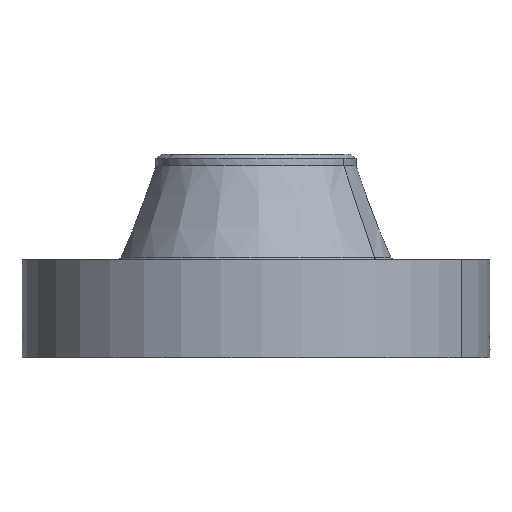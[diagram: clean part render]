
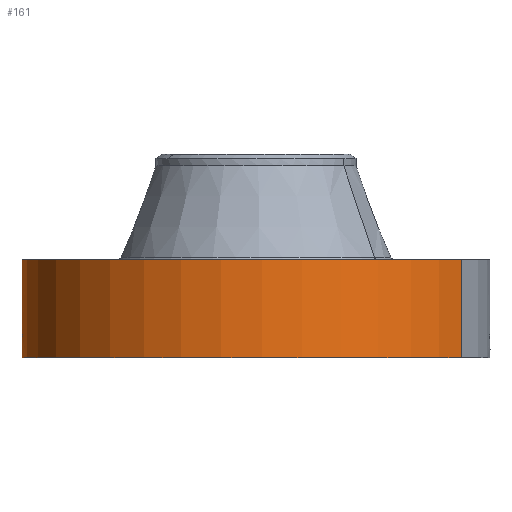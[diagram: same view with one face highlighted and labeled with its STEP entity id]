
A CAD part, left-side view. The second image highlights one B-rep face of the part: STEP entity #161.
In plain terms, the highlighted cylindrical face has radius 196.85 mm (diameter 393.7 mm), a partial arc.
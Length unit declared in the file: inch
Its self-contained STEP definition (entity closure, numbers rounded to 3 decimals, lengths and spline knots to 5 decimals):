
#38=AXIS2_PLACEMENT_3D('Cylinder Axis2P3D',#35,#36,#37) ;
#42=AXIS2_PLACEMENT_3D('Circle Axis2P3D',#40,#41,$) ;
#58=AXIS2_PLACEMENT_3D('Circle Axis2P3D',#56,#57,$) ;
#35=CARTESIAN_POINT('Axis2P3D Location',(0.,0.,3.625)) ;
#40=CARTESIAN_POINT('Axis2P3D Location',(0.,0.,0.25)) ;
#44=CARTESIAN_POINT('Vertex',(-3.71555,-6.80126,0.25)) ;
#46=CARTESIAN_POINT('Vertex',(3.71555,6.80126,0.25)) ;
#49=CARTESIAN_POINT('Line Origine',(-3.71555,-6.80126,1.875)) ;
#53=CARTESIAN_POINT('Vertex',(-3.71555,-6.80126,3.5)) ;
#56=CARTESIAN_POINT('Axis2P3D Location',(0.,0.,3.5)) ;
#60=CARTESIAN_POINT('Vertex',(3.71555,6.80126,3.5)) ;
#63=CARTESIAN_POINT('Line Origine',(3.71555,6.80126,1.875)) ;
#75=CARTESIAN_POINT('Control Point',(-0.0591,7.74977,1.28914)) ;
#76=CARTESIAN_POINT('Control Point',(-0.03982,7.74992,1.29241)) ;
#77=CARTESIAN_POINT('Control Point',(-0.02027,7.75,1.29408)) ;
#78=CARTESIAN_POINT('Control Point',(-0.00072,7.75,1.29412)) ;
#79=CARTESIAN_POINT('Vertex',(-0.05909,7.74977,1.28915)) ;
#81=CARTESIAN_POINT('Vertex',(-0.00072,7.75,1.29412)) ;
#85=CARTESIAN_POINT('Control Point',(-0.05909,7.74977,1.28915)) ;
#86=CARTESIAN_POINT('Control Point',(-0.09811,7.74948,1.28418)) ;
#87=CARTESIAN_POINT('Control Point',(-0.13635,7.74888,1.27211)) ;
#88=CARTESIAN_POINT('Control Point',(-0.17143,7.7481,1.25384)) ;
#89=CARTESIAN_POINT('Vertex',(-0.17143,7.7481,1.25384)) ;
#93=CARTESIAN_POINT('Control Point',(-0.03005,7.74994,0.53112)) ;
#94=CARTESIAN_POINT('Control Point',(-0.0861,7.74972,0.53826)) ;
#95=CARTESIAN_POINT('Control Point',(-0.14054,7.74901,0.55588)) ;
#96=CARTESIAN_POINT('Control Point',(-0.1906,7.74786,0.58345)) ;
#97=CARTESIAN_POINT('Control Point',(-0.27995,7.74517,0.65638)) ;
#98=CARTESIAN_POINT('Control Point',(-0.33747,7.74271,0.75455)) ;
#99=CARTESIAN_POINT('Control Point',(-0.3573,7.74177,0.80915)) ;
#100=CARTESIAN_POINT('Control Point',(-0.37279,7.74103,0.89845)) ;
#101=CARTESIAN_POINT('Control Point',(-0.36345,7.74147,0.98693)) ;
#102=CARTESIAN_POINT('Control Point',(-0.35669,7.74179,1.01886)) ;
#103=CARTESIAN_POINT('Control Point',(-0.33158,7.74295,1.09645)) ;
#104=CARTESIAN_POINT('Control Point',(-0.2869,7.74477,1.16502)) ;
#105=CARTESIAN_POINT('Control Point',(-0.25346,7.74599,1.20147)) ;
#106=CARTESIAN_POINT('Control Point',(-0.21439,7.74715,1.23148)) ;
#107=CARTESIAN_POINT('Control Point',(-0.17143,7.7481,1.25384)) ;
#108=CARTESIAN_POINT('Vertex',(-0.03005,7.74994,0.53112)) ;
#112=CARTESIAN_POINT('Control Point',(-0.03005,7.74994,0.53112)) ;
#113=CARTESIAN_POINT('Control Point',(-0.02003,7.74998,0.53086)) ;
#114=CARTESIAN_POINT('Control Point',(-0.01,7.75,0.53095)) ;
#115=CARTESIAN_POINT('Control Point',(0.,7.75,0.53137)) ;
#116=CARTESIAN_POINT('Vertex',(0.,7.75,0.53137)) ;
#120=CARTESIAN_POINT('Control Point',(0.19348,7.74758,0.58584)) ;
#121=CARTESIAN_POINT('Control Point',(0.14934,7.74869,0.56112)) ;
#122=CARTESIAN_POINT('Control Point',(0.10119,7.74955,0.54346)) ;
#123=CARTESIAN_POINT('Control Point',(0.05083,7.75,0.53353)) ;
#124=CARTESIAN_POINT('Control Point',(0.,7.75,0.53137)) ;
#125=CARTESIAN_POINT('Vertex',(0.19348,7.74758,0.58584)) ;
#129=CARTESIAN_POINT('Control Point',(0.19348,7.74758,0.58584)) ;
#130=CARTESIAN_POINT('Control Point',(0.22265,7.74686,0.60217)) ;
#131=CARTESIAN_POINT('Control Point',(0.25018,7.74603,0.62139)) ;
#132=CARTESIAN_POINT('Control Point',(0.27568,7.74515,0.64334)) ;
#133=CARTESIAN_POINT('Control Point',(0.34291,7.74257,0.71464)) ;
#134=CARTESIAN_POINT('Control Point',(0.38612,7.74042,0.8041)) ;
#135=CARTESIAN_POINT('Control Point',(0.40152,7.73958,0.86835)) ;
#136=CARTESIAN_POINT('Control Point',(0.40282,7.73955,0.98253)) ;
#137=CARTESIAN_POINT('Control Point',(0.36305,7.74152,1.08722)) ;
#138=CARTESIAN_POINT('Control Point',(0.33893,7.74266,1.12866)) ;
#139=CARTESIAN_POINT('Control Point',(0.26984,7.74555,1.21321)) ;
#140=CARTESIAN_POINT('Control Point',(0.17647,7.74828,1.26837)) ;
#141=CARTESIAN_POINT('Control Point',(0.11868,7.74944,1.2885)) ;
#142=CARTESIAN_POINT('Control Point',(0.05889,7.75,1.29704)) ;
#143=CARTESIAN_POINT('Control Point',(-0.00003,7.75,1.29415)) ;
#144=CARTESIAN_POINT('Vertex',(-0.00003,7.75,1.29415)) ;
#148=CARTESIAN_POINT('Control Point',(-0.00072,7.75,1.29412)) ;
#149=CARTESIAN_POINT('Control Point',(-0.00037,7.75,1.29414)) ;
#150=CARTESIAN_POINT('Control Point',(-0.00003,7.75,1.29415)) ;
#36=DIRECTION('Axis2P3D Direction',(0.,0.,-0.039)) ;
#37=DIRECTION('Axis2P3D XDirection',(0.019,0.035,0.)) ;
#41=DIRECTION('Axis2P3D Direction',(0.,0.,-0.039)) ;
#50=DIRECTION('Vector Direction',(0.,0.,-0.039)) ;
#57=DIRECTION('Axis2P3D Direction',(0.,0.,-0.039)) ;
#64=DIRECTION('Vector Direction',(0.,0.,-0.039)) ;
#51=VECTOR('Line Direction',#50,0.03937) ;
#65=VECTOR('Line Direction',#64,0.03937) ;
#69=ORIENTED_EDGE('',*,*,#48,.F.) ;
#70=ORIENTED_EDGE('',*,*,#55,.T.) ;
#71=ORIENTED_EDGE('',*,*,#62,.T.) ;
#72=ORIENTED_EDGE('',*,*,#67,.F.) ;
#153=ORIENTED_EDGE('',*,*,#83,.F.) ;
#154=ORIENTED_EDGE('',*,*,#91,.T.) ;
#155=ORIENTED_EDGE('',*,*,#110,.F.) ;
#156=ORIENTED_EDGE('',*,*,#118,.T.) ;
#157=ORIENTED_EDGE('',*,*,#127,.F.) ;
#158=ORIENTED_EDGE('',*,*,#146,.T.) ;
#159=ORIENTED_EDGE('',*,*,#151,.F.) ;
#160=FACE_BOUND('',#152,.T.) ;
#161=ADVANCED_FACE('PartBody',(#73,#160),#39,.T.) ;
#74=B_SPLINE_CURVE_WITH_KNOTS('',3,(#75,#76,#77,#78),.UNSPECIFIED.,.F.,.U.,(4,4),(4.35192,6.52143),.UNSPECIFIED.) ;
#84=B_SPLINE_CURVE_WITH_KNOTS('',3,(#85,#86,#87,#88),.UNSPECIFIED.,.F.,.U.,(4,4),(0.,4.42024),.UNSPECIFIED.) ;
#92=B_SPLINE_CURVE_WITH_KNOTS('',5,(#93,#94,#95,#96,#97,#98,#99,#100,#101,#102,#103,#104,#105,#106,#107),.UNSPECIFIED.,.F.,.U.,(6,3,3,3,6),(0.,9.81851,20.13368,26.11612,35.13588),.UNSPECIFIED.) ;
#111=B_SPLINE_CURVE_WITH_KNOTS('',3,(#112,#113,#114,#115),.UNSPECIFIED.,.F.,.U.,(4,4),(0.,1.04555),.UNSPECIFIED.) ;
#119=B_SPLINE_CURVE_WITH_KNOTS('',4,(#120,#121,#122,#123,#124),.UNSPECIFIED.,.F.,.U.,(5,5),(0.,7.08297),.UNSPECIFIED.) ;
#128=B_SPLINE_CURVE_WITH_KNOTS('',5,(#129,#130,#131,#132,#133,#134,#135,#136,#137,#138,#139,#140,#141,#142,#143),.UNSPECIFIED.,.F.,.U.,(6,3,3,3,6),(0.,5.84994,17.0731,25.50425,36.51668),.UNSPECIFIED.) ;
#147=B_SPLINE_CURVE_WITH_KNOTS('',2,(#148,#149,#150),.UNSPECIFIED.,.F.,.U.,(3,3),(1.05418,1.07999),.UNSPECIFIED.) ;
#43=CIRCLE('generated circle',#42,7.75) ;
#59=CIRCLE('generated circle',#58,7.75) ;
#39=CYLINDRICAL_SURFACE('generated cylinder',#38,7.75) ;
#48=EDGE_CURVE('',#45,#47,#43,.T.) ;
#55=EDGE_CURVE('',#45,#54,#52,.F.) ;
#62=EDGE_CURVE('',#54,#61,#59,.T.) ;
#67=EDGE_CURVE('',#47,#61,#66,.F.) ;
#83=EDGE_CURVE('',#80,#82,#74,.T.) ;
#91=EDGE_CURVE('',#80,#90,#84,.T.) ;
#110=EDGE_CURVE('',#109,#90,#92,.T.) ;
#118=EDGE_CURVE('',#109,#117,#111,.T.) ;
#127=EDGE_CURVE('',#126,#117,#119,.T.) ;
#146=EDGE_CURVE('',#126,#145,#128,.T.) ;
#151=EDGE_CURVE('',#82,#145,#147,.T.) ;
#68=EDGE_LOOP('',(#69,#70,#71,#72)) ;
#152=EDGE_LOOP('',(#153,#154,#155,#156,#157,#158,#159)) ;
#73=FACE_OUTER_BOUND('',#68,.T.) ;
#52=LINE('Line',#49,#51) ;
#66=LINE('Line',#63,#65) ;
#45=VERTEX_POINT('',#44) ;
#47=VERTEX_POINT('',#46) ;
#54=VERTEX_POINT('',#53) ;
#61=VERTEX_POINT('',#60) ;
#80=VERTEX_POINT('',#79) ;
#82=VERTEX_POINT('',#81) ;
#90=VERTEX_POINT('',#89) ;
#109=VERTEX_POINT('',#108) ;
#117=VERTEX_POINT('',#116) ;
#126=VERTEX_POINT('',#125) ;
#145=VERTEX_POINT('',#144) ;
